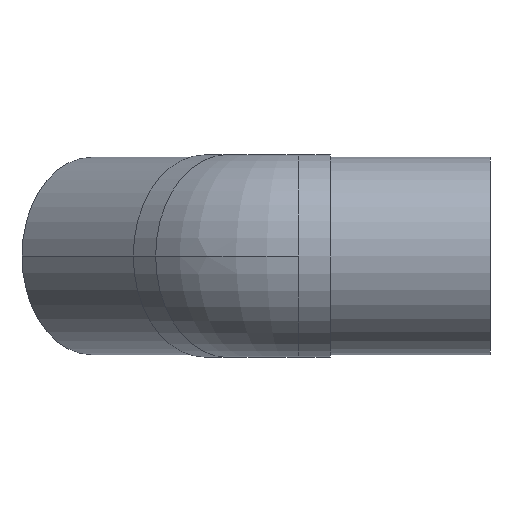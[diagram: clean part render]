
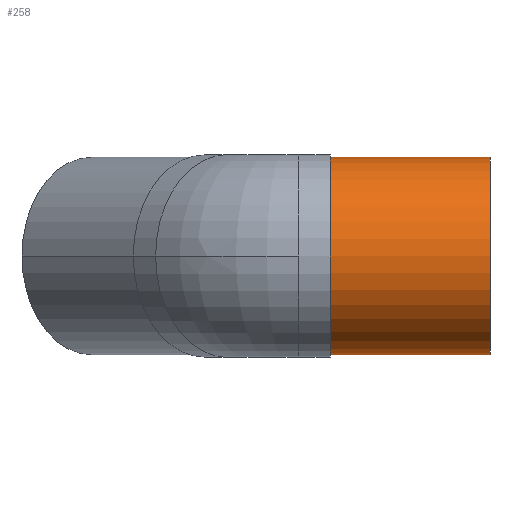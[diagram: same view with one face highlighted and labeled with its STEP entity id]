
A CAD part, left-side view. The second image highlights one B-rep face of the part: STEP entity #258.
In plain terms, the highlighted cylindrical face has radius 55 mm (diameter 110 mm), a partial arc.
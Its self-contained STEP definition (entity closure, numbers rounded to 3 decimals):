
#88 = AXIS2_PLACEMENT_3D ( 'NONE', #532, #531, #527 ) ;
#222 = CARTESIAN_POINT ( 'NONE',  ( 0., -41., 55. ) ) ;
#258 = ADVANCED_FACE ( 'NONE', ( #437 ), #828, .T. ) ;
#272 = CIRCLE ( 'NONE', #655, 55. ) ;
#336 = DIRECTION ( 'NONE',  ( 0., -1., 0. ) ) ;
#348 = VECTOR ( 'NONE', #336, 1000. ) ;
#355 = LINE ( 'NONE', #367, #348 ) ;
#367 = CARTESIAN_POINT ( 'NONE',  ( 0., -130., 55. ) ) ;
#372 = CARTESIAN_POINT ( 'NONE',  ( 0., -130., -55. ) ) ;
#437 = FACE_OUTER_BOUND ( 'NONE', #893, .T. ) ;
#455 = CARTESIAN_POINT ( 'NONE',  ( 0., -41., -55. ) ) ;
#467 = ORIENTED_EDGE ( 'NONE', *, *, #763, .F. ) ;
#510 = VERTEX_POINT ( 'NONE', #222 ) ;
#527 = DIRECTION ( 'NONE',  ( 0., 0., -1. ) ) ;
#531 = DIRECTION ( 'NONE',  ( 0., -1., 0. ) ) ;
#532 = CARTESIAN_POINT ( 'NONE',  ( 0., -41., 0. ) ) ;
#550 = DIRECTION ( 'NONE',  ( 0., -1., 0. ) ) ;
#569 = DIRECTION ( 'NONE',  ( 0., 0., -1. ) ) ;
#572 = DIRECTION ( 'NONE',  ( 0., -1., 0. ) ) ;
#587 = CARTESIAN_POINT ( 'NONE',  ( 0., -130., 0. ) ) ;
#655 = AXIS2_PLACEMENT_3D ( 'NONE', #587, #572, #569 ) ;
#665 = CARTESIAN_POINT ( 'NONE',  ( 0., -130., 55. ) ) ;
#678 = VERTEX_POINT ( 'NONE', #665 ) ;
#679 = ORIENTED_EDGE ( 'NONE', *, *, #1144, .F. ) ;
#694 = VERTEX_POINT ( 'NONE', #455 ) ;
#713 = EDGE_CURVE ( 'NONE', #510, #694, #1088, .T. ) ;
#754 = VECTOR ( 'NONE', #1108, 1000. ) ;
#756 = VERTEX_POINT ( 'NONE', #372 ) ;
#763 = EDGE_CURVE ( 'NONE', #510, #678, #355, .T. ) ;
#771 = LINE ( 'NONE', #1080, #754 ) ;
#809 = AXIS2_PLACEMENT_3D ( 'NONE', #906, #550, #1021 ) ;
#824 = ORIENTED_EDGE ( 'NONE', *, *, #1034, .T. ) ;
#828 = CYLINDRICAL_SURFACE ( 'NONE', #809, 55. ) ;
#893 = EDGE_LOOP ( 'NONE', ( #467, #1053, #824, #679 ) ) ;
#906 = CARTESIAN_POINT ( 'NONE',  ( 0., -130., 0. ) ) ;
#1021 = DIRECTION ( 'NONE',  ( 0., 0., -1. ) ) ;
#1034 = EDGE_CURVE ( 'NONE', #694, #756, #771, .T. ) ;
#1053 = ORIENTED_EDGE ( 'NONE', *, *, #713, .T. ) ;
#1080 = CARTESIAN_POINT ( 'NONE',  ( 0., -130., -55. ) ) ;
#1088 = CIRCLE ( 'NONE', #88, 55. ) ;
#1108 = DIRECTION ( 'NONE',  ( 0., -1., 0. ) ) ;
#1144 = EDGE_CURVE ( 'NONE', #678, #756, #272, .T. ) ;
